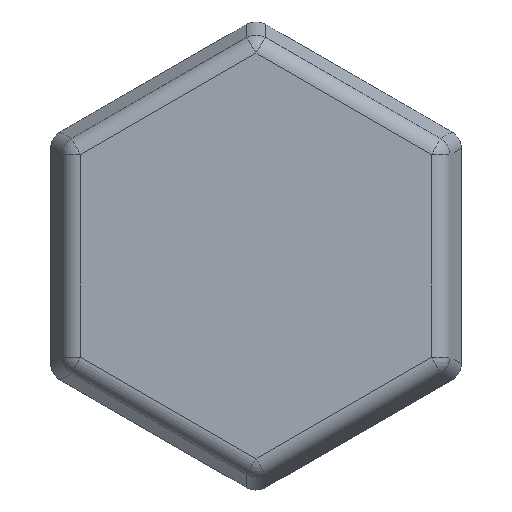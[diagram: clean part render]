
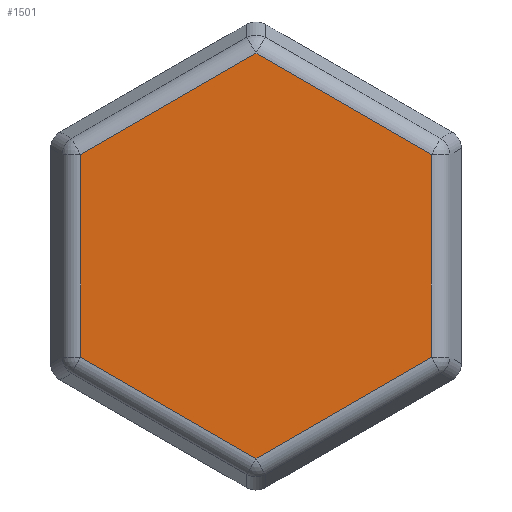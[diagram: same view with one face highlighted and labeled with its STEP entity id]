
A CAD part, top view. The second image highlights one B-rep face of the part: STEP entity #1501.
In plain terms, the highlighted planar face has unit normal (0, 0, 1).
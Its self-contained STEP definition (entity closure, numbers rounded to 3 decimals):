
#159=FACE_OUTER_BOUND('',#244,.T.);
#244=EDGE_LOOP('',(#1267,#1268,#1269,#1270,#1271,#1272));
#383=LINE('',#2365,#549);
#385=LINE('',#2373,#551);
#387=LINE('',#2383,#553);
#389=LINE('',#2393,#555);
#391=LINE('',#2403,#557);
#393=LINE('',#2412,#559);
#549=VECTOR('',#1901,10.);
#551=VECTOR('',#1909,10.);
#553=VECTOR('',#1921,10.);
#555=VECTOR('',#1933,10.);
#557=VECTOR('',#1945,10.);
#559=VECTOR('',#1957,10.);
#680=VERTEX_POINT('',#2362);
#681=VERTEX_POINT('',#2364);
#684=VERTEX_POINT('',#2372);
#687=VERTEX_POINT('',#2382);
#690=VERTEX_POINT('',#2392);
#693=VERTEX_POINT('',#2402);
#860=EDGE_CURVE('',#680,#681,#383,.T.);
#864=EDGE_CURVE('',#681,#684,#385,.T.);
#869=EDGE_CURVE('',#684,#687,#387,.T.);
#874=EDGE_CURVE('',#687,#690,#389,.T.);
#879=EDGE_CURVE('',#690,#693,#391,.T.);
#884=EDGE_CURVE('',#693,#680,#393,.T.);
#1267=ORIENTED_EDGE('',*,*,#860,.F.);
#1268=ORIENTED_EDGE('',*,*,#884,.F.);
#1269=ORIENTED_EDGE('',*,*,#879,.F.);
#1270=ORIENTED_EDGE('',*,*,#874,.F.);
#1271=ORIENTED_EDGE('',*,*,#869,.F.);
#1272=ORIENTED_EDGE('',*,*,#864,.F.);
#1426=PLANE('',#1634);
#1501=ADVANCED_FACE('',(#159),#1426,.T.);
#1634=AXIS2_PLACEMENT_3D('',#2458,#2009,#2010);
#1901=DIRECTION('',(0.866,-0.5,0.));
#1909=DIRECTION('',(0.,-1.,0.));
#1921=DIRECTION('',(-0.866,-0.5,0.));
#1933=DIRECTION('',(-0.866,0.5,0.));
#1945=DIRECTION('',(0.,1.,0.));
#1957=DIRECTION('',(0.866,0.5,0.));
#2009=DIRECTION('center_axis',(0.,0.,1.));
#2010=DIRECTION('ref_axis',(1.,0.,0.));
#2362=CARTESIAN_POINT('',(0.,10.165,3.));
#2364=CARTESIAN_POINT('',(8.803,5.083,3.));
#2365=CARTESIAN_POINT('',(1.827,9.111,3.));
#2372=CARTESIAN_POINT('',(8.803,-5.083,3.));
#2373=CARTESIAN_POINT('',(8.803,2.973,3.));
#2382=CARTESIAN_POINT('',(0.,-10.165,3.));
#2383=CARTESIAN_POINT('',(6.977,-6.137,3.));
#2392=CARTESIAN_POINT('',(-8.803,-5.083,3.));
#2393=CARTESIAN_POINT('',(-1.827,-9.111,3.));
#2402=CARTESIAN_POINT('',(-8.803,5.083,3.));
#2403=CARTESIAN_POINT('',(-8.803,-2.973,3.));
#2412=CARTESIAN_POINT('',(-6.977,6.137,3.));
#2458=CARTESIAN_POINT('Origin',(0.,0.,
3.));
